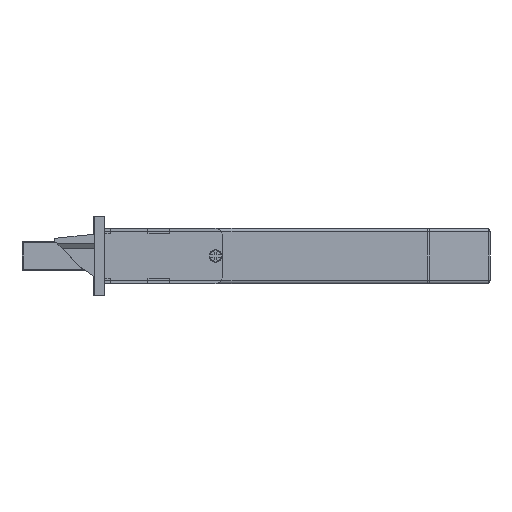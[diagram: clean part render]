
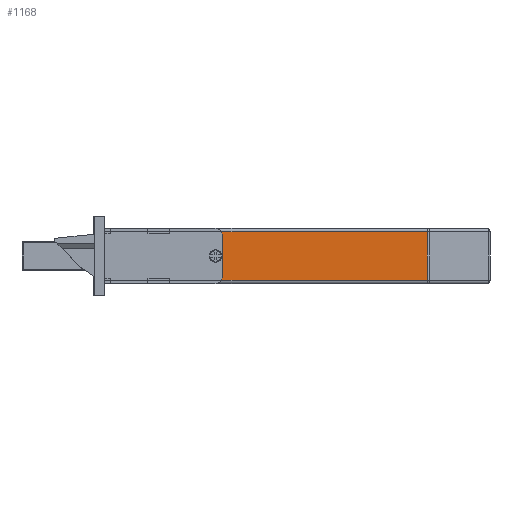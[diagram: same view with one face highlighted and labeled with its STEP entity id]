
A CAD part, front view. The second image highlights one B-rep face of the part: STEP entity #1168.
In plain terms, the highlighted planar face has unit normal (0, -1, 0).
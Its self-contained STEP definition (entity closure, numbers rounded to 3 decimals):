
#840 = ORIENTED_EDGE ( 'NONE', *, *, #4367, .T. ) ;
#935 = CARTESIAN_POINT ( 'NONE',  ( 103.586, -14.7, 12.75 ) ) ;
#1168 = ADVANCED_FACE ( 'NONE', ( #7984, #1603 ), #1553, .T. ) ;
#1553 = PLANE ( 'NONE',  #2896 ) ;
#1603 = FACE_OUTER_BOUND ( 'NONE', #5991, .T. ) ;
#1607 = CARTESIAN_POINT ( 'NONE',  ( 44.75, -14.7, 6. ) ) ;
#1655 = CARTESIAN_POINT ( 'NONE',  ( 104., -14.7, -0.75 ) ) ;
#1783 = ORIENTED_EDGE ( 'NONE', *, *, #5014, .T. ) ;
#1969 = VERTEX_POINT ( 'NONE', #935 ) ;
#2004 = ORIENTED_EDGE ( 'NONE', *, *, #5047, .F. ) ;
#2059 = EDGE_LOOP ( 'NONE', ( #2004, #9858 ) ) ;
#2412 = CIRCLE ( 'NONE', #9830, 1.75 ) ;
#2464 = VERTEX_POINT ( 'NONE', #9996 ) ;
#2650 = ORIENTED_EDGE ( 'NONE', *, *, #2698, .T. ) ;
#2698 = EDGE_CURVE ( 'NONE', #1969, #10040, #8670, .T. ) ;
#2896 = AXIS2_PLACEMENT_3D ( 'NONE', #7234, #7180, #3237 ) ;
#3080 = CIRCLE ( 'NONE', #8985, 1.75 ) ;
#3131 = LINE ( 'NONE', #1655, #9997 ) ;
#3237 = DIRECTION ( 'NONE',  ( 1., 0., 0. ) ) ;
#3315 = CARTESIAN_POINT ( 'NONE',  ( 44.75, -14.7, 6. ) ) ;
#3373 = DIRECTION ( 'NONE',  ( 0., -1., 0. ) ) ;
#3432 = CARTESIAN_POINT ( 'NONE',  ( 14., -14.7, -0.75 ) ) ;
#3581 = LINE ( 'NONE', #9019, #3612 ) ;
#3612 = VECTOR ( 'NONE', #5154, 1000. ) ;
#3947 = VERTEX_POINT ( 'NONE', #4218 ) ;
#4043 = VECTOR ( 'NONE', #9300, 1000. ) ;
#4218 = CARTESIAN_POINT ( 'NONE',  ( 103.586, -14.7, -0.75 ) ) ;
#4367 = EDGE_CURVE ( 'NONE', #3947, #1969, #3581, .T. ) ;
#4456 = CARTESIAN_POINT ( 'NONE',  ( 14., -14.7, -1.75 ) ) ;
#4462 = CARTESIAN_POINT ( 'NONE',  ( 14., -14.7, 12.75 ) ) ;
#4959 = EDGE_CURVE ( 'NONE', #6571, #10040, #9263, .T. ) ;
#5014 = EDGE_CURVE ( 'NONE', #6571, #3947, #3131, .T. ) ;
#5047 = EDGE_CURVE ( 'NONE', #2464, #7073, #3080, .T. ) ;
#5154 = DIRECTION ( 'NONE',  ( 0., 0., 1. ) ) ;
#5395 = EDGE_CURVE ( 'NONE', #7073, #2464, #2412, .T. ) ;
#5991 = EDGE_LOOP ( 'NONE', ( #7520, #1783, #840, #2650 ) ) ;
#6571 = VERTEX_POINT ( 'NONE', #3432 ) ;
#7073 = VERTEX_POINT ( 'NONE', #8522 ) ;
#7180 = DIRECTION ( 'NONE',  ( 0., -1., 0. ) ) ;
#7234 = CARTESIAN_POINT ( 'NONE',  ( 14., -14.7, -1.75 ) ) ;
#7520 = ORIENTED_EDGE ( 'NONE', *, *, #4959, .F. ) ;
#7670 = DIRECTION ( 'NONE',  ( 0., 0., 1. ) ) ;
#7866 = CARTESIAN_POINT ( 'NONE',  ( 14., -14.7, 12.75 ) ) ;
#7984 = FACE_BOUND ( 'NONE', #2059, .T. ) ;
#8522 = CARTESIAN_POINT ( 'NONE',  ( 44.75, -14.7, 7.75 ) ) ;
#8647 = VECTOR ( 'NONE', #7670, 1000. ) ;
#8670 = LINE ( 'NONE', #7866, #4043 ) ;
#8985 = AXIS2_PLACEMENT_3D ( 'NONE', #1607, #10361, #9675 ) ;
#9019 = CARTESIAN_POINT ( 'NONE',  ( 103.586, -14.7, -1.75 ) ) ;
#9020 = DIRECTION ( 'NONE',  ( 0., 0., -1. ) ) ;
#9263 = LINE ( 'NONE', #4456, #8647 ) ;
#9300 = DIRECTION ( 'NONE',  ( -1., 0., 0. ) ) ;
#9675 = DIRECTION ( 'NONE',  ( 0., 0., -1. ) ) ;
#9830 = AXIS2_PLACEMENT_3D ( 'NONE', #3315, #3373, #9020 ) ;
#9858 = ORIENTED_EDGE ( 'NONE', *, *, #5395, .F. ) ;
#9996 = CARTESIAN_POINT ( 'NONE',  ( 44.75, -14.7, 4.25 ) ) ;
#9997 = VECTOR ( 'NONE', #10414, 1000. ) ;
#10040 = VERTEX_POINT ( 'NONE', #4462 ) ;
#10361 = DIRECTION ( 'NONE',  ( 0., -1., 0. ) ) ;
#10414 = DIRECTION ( 'NONE',  ( 1., 0., 0. ) ) ;
